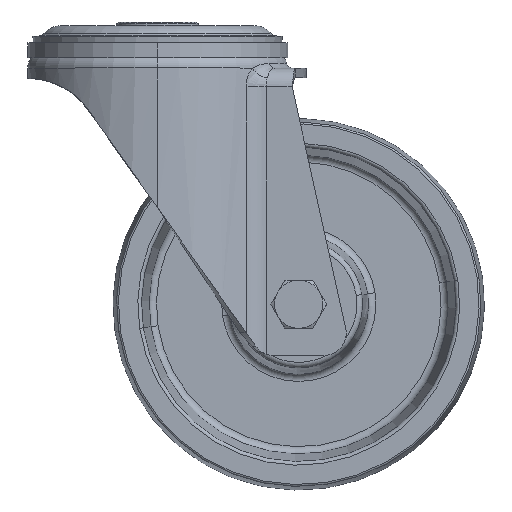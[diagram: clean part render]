
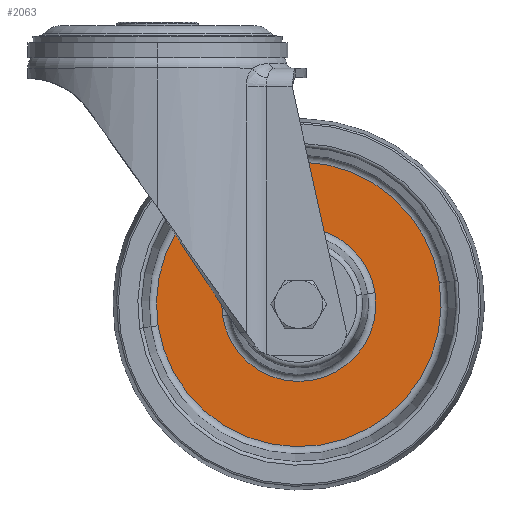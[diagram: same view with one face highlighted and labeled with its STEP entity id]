
A CAD part, top view. The second image highlights one B-rep face of the part: STEP entity #2063.
In plain terms, the highlighted planar face has unit normal (0, 0, 1).
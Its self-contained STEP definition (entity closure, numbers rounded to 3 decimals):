
#418 = EDGE_CURVE ( 'NONE', #6880, #1030, #1538, .T. ) ;
#513 = EDGE_CURVE ( 'NONE', #8967, #15031, #6957, .T. ) ;
#1030 = VERTEX_POINT ( 'NONE', #11421 ) ;
#1474 = FACE_OUTER_BOUND ( 'NONE', #9352, .T. ) ;
#1538 = CIRCLE ( 'NONE', #5957, 38.326 ) ;
#1790 = CARTESIAN_POINT ( 'NONE',  ( 31.995, -36.453, 3. ) ) ;
#2063 = ADVANCED_FACE ( 'NONE', ( #8490, #1474 ), #10906, .T. ) ;
#2666 = DIRECTION ( 'NONE',  ( 0., 0., 1. ) ) ;
#2845 = DIRECTION ( 'NONE',  ( 0., 0., 1. ) ) ;
#3330 = ORIENTED_EDGE ( 'NONE', *, *, #7422, .T. ) ;
#3500 = AXIS2_PLACEMENT_3D ( 'NONE', #14427, #2666, #6212 ) ;
#3514 = CARTESIAN_POINT ( 'NONE',  ( 58.53, -72.883, 3. ) ) ;
#3523 = DIRECTION ( 'NONE',  ( 0.989, 0.15, 0. ) ) ;
#4255 = EDGE_LOOP ( 'NONE', ( #5347, #7128 ) ) ;
#4726 = CIRCLE ( 'NONE', #3500, 38.326 ) ;
#4931 = AXIS2_PLACEMENT_3D ( 'NONE', #1790, #2845, #13368 ) ;
#5347 = ORIENTED_EDGE ( 'NONE', *, *, #513, .T. ) ;
#5907 = CARTESIAN_POINT ( 'NONE',  ( 38., -76., 3. ) ) ;
#5957 = AXIS2_PLACEMENT_3D ( 'NONE', #10490, #14124, #3523 ) ;
#6212 = DIRECTION ( 'NONE',  ( 0.989, 0.15, 0. ) ) ;
#6880 = VERTEX_POINT ( 'NONE', #12158 ) ;
#6934 = CIRCLE ( 'NONE', #14830, 20.766 ) ;
#6957 = CIRCLE ( 'NONE', #9919, 20.766 ) ;
#7128 = ORIENTED_EDGE ( 'NONE', *, *, #7334, .T. ) ;
#7334 = EDGE_CURVE ( 'NONE', #15031, #8967, #6934, .T. ) ;
#7422 = EDGE_CURVE ( 'NONE', #1030, #6880, #4726, .T. ) ;
#8461 = CARTESIAN_POINT ( 'NONE',  ( 38., -76., 3. ) ) ;
#8490 = FACE_BOUND ( 'NONE', #4255, .T. ) ;
#8967 = VERTEX_POINT ( 'NONE', #3514 ) ;
#9352 = EDGE_LOOP ( 'NONE', ( #3330, #14644 ) ) ;
#9919 = AXIS2_PLACEMENT_3D ( 'NONE', #8461, #11025, #12044 ) ;
#10490 = CARTESIAN_POINT ( 'NONE',  ( 38., -76., 3. ) ) ;
#10719 = DIRECTION ( 'NONE',  ( 0.989, 0.15, 0. ) ) ;
#10906 = PLANE ( 'NONE',  #4931 ) ;
#11025 = DIRECTION ( 'NONE',  ( 0., 0., -1. ) ) ;
#11257 = CARTESIAN_POINT ( 'NONE',  ( 17.47, -79.117, 3. ) ) ;
#11421 = CARTESIAN_POINT ( 'NONE',  ( 75.891, -70.247, 3. ) ) ;
#11978 = DIRECTION ( 'NONE',  ( 0., 0., -1. ) ) ;
#12044 = DIRECTION ( 'NONE',  ( 0.989, 0.15, 0. ) ) ;
#12158 = CARTESIAN_POINT ( 'NONE',  ( 0.109, -81.753, 3. ) ) ;
#13368 = DIRECTION ( 'NONE',  ( 0.989, 0.15, 0. ) ) ;
#14124 = DIRECTION ( 'NONE',  ( 0., 0., 1. ) ) ;
#14427 = CARTESIAN_POINT ( 'NONE',  ( 38., -76., 3. ) ) ;
#14644 = ORIENTED_EDGE ( 'NONE', *, *, #418, .T. ) ;
#14830 = AXIS2_PLACEMENT_3D ( 'NONE', #5907, #11978, #10719 ) ;
#15031 = VERTEX_POINT ( 'NONE', #11257 ) ;
